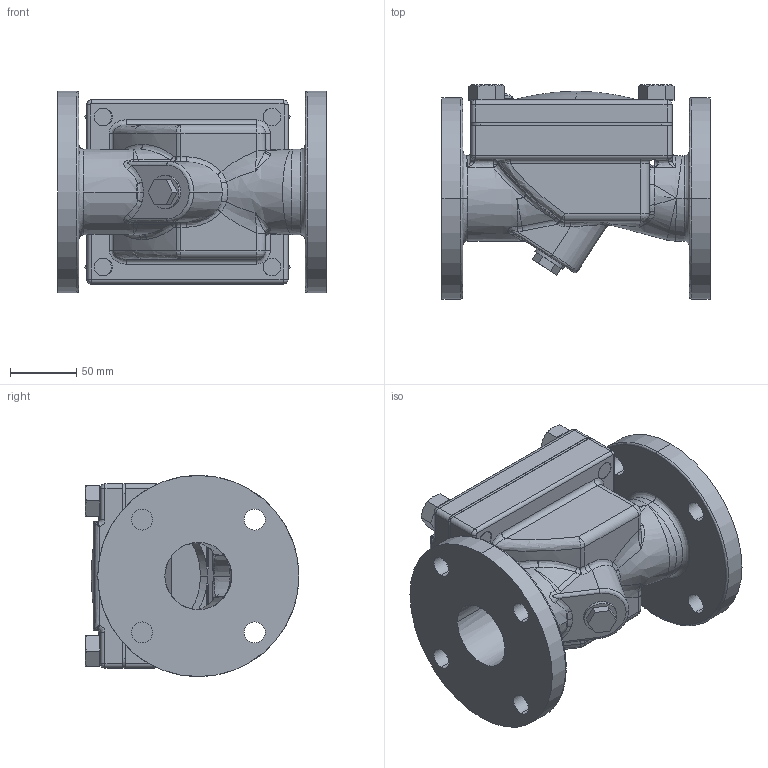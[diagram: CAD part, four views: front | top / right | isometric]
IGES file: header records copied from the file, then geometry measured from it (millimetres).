
Start section: SolidWorks IGES file using analytic representation for surfaces
Global section: file name: Class 150-Flex_Check-2 inch.IGS; native system: SolidWorks 2014; preprocessor: SolidWorks 2014; author: ekkiuser; date: 161123.105228; units: inch
Bounding box: 203.2 x 162.05 x 152.4 mm (x, y, z)
Volume: 1574191.5 mm3; surface area: 343659 mm2
Topology: 11 solids, 12 shells, 634 faces, 1532 edges, 856 vertices
Faces by surface type: revolution 355, bspline 151, plane 128
